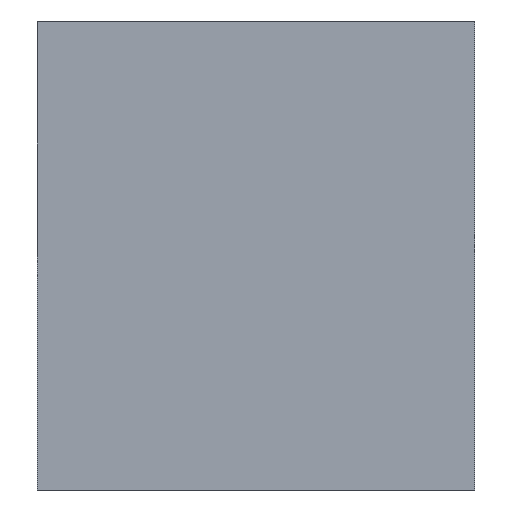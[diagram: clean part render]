
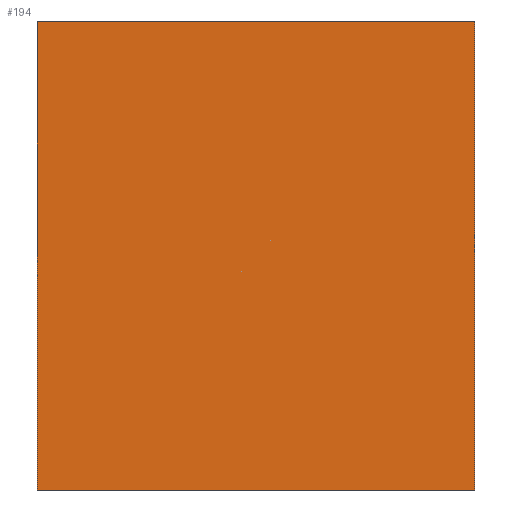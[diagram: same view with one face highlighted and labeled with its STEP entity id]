
A CAD part, front view. The second image highlights one B-rep face of the part: STEP entity #194.
In plain terms, the highlighted planar face has unit normal (0, -1, 0).
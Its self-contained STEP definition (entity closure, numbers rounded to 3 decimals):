
#24=FACE_OUTER_BOUND('',#36,.T.);
#36=EDGE_LOOP('',(#151,#152,#153,#154));
#45=LINE('',#289,#69);
#56=LINE('',#311,#80);
#59=LINE('',#317,#83);
#60=LINE('',#318,#84);
#69=VECTOR('',#236,10.);
#80=VECTOR('',#253,10.);
#83=VECTOR('',#258,10.);
#84=VECTOR('',#259,10.);
#93=VERTEX_POINT('',#286);
#94=VERTEX_POINT('',#288);
#102=VERTEX_POINT('',#310);
#104=VERTEX_POINT('',#316);
#109=EDGE_CURVE('',#94,#93,#45,.T.);
#120=EDGE_CURVE('',#102,#94,#56,.T.);
#123=EDGE_CURVE('',#93,#104,#59,.T.);
#124=EDGE_CURVE('',#104,#102,#60,.T.);
#151=ORIENTED_EDGE('',*,*,#109,.T.);
#152=ORIENTED_EDGE('',*,*,#123,.T.);
#153=ORIENTED_EDGE('',*,*,#124,.T.);
#154=ORIENTED_EDGE('',*,*,#120,.T.);
#183=PLANE('',#220);
#194=ADVANCED_FACE('',(#24),#183,.T.);
#220=AXIS2_PLACEMENT_3D('',#315,#256,#257);
#236=DIRECTION('',(-1.,0.,0.));
#253=DIRECTION('',(0.,0.,1.));
#256=DIRECTION('center_axis',(0.,-1.,0.));
#257=DIRECTION('ref_axis',(1.,0.,0.));
#258=DIRECTION('',(0.,0.,-1.));
#259=DIRECTION('',(1.,0.,0.));
#286=CARTESIAN_POINT('',(74.,-174.,74.));
#288=CARTESIAN_POINT('',(132.,-174.,74.));
#289=CARTESIAN_POINT('',(88.,-174.,74.));
#310=CARTESIAN_POINT('',(132.,-174.,12.));
#311=CARTESIAN_POINT('',(132.,-174.,12.));
#315=CARTESIAN_POINT('Origin',(73.,-174.,12.));
#316=CARTESIAN_POINT('',(74.,-174.,12.));
#317=CARTESIAN_POINT('',(74.,-174.,12.));
#318=CARTESIAN_POINT('',(73.,-174.,12.));
